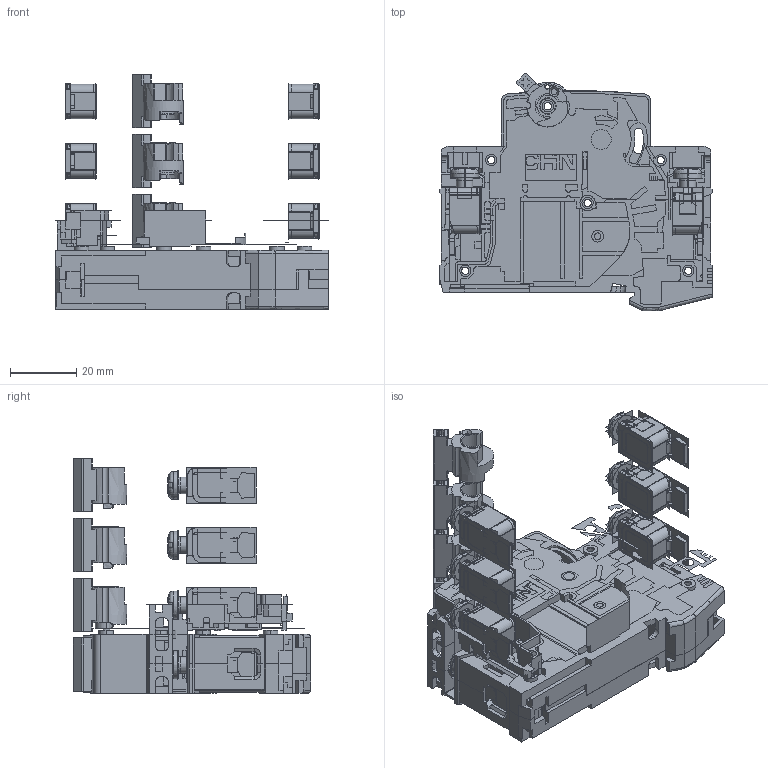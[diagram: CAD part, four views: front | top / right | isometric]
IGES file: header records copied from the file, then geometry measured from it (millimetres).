
Start section:  PTC IGES file: NB1-63DC-4p.igs
Global section: file name: NB1-63DC-4p.igs; native system: Pro/ENGINEER by Parametric Technology Corporation; preprocessor: 2009460; author: tubing; organization: Unknown; date: 20170408.092119; units: millimetre
Bounding box: 82 x 71.35 x 70.7 mm (x, y, z)
Surface area: 851904 mm2 (no closed solid volume)
Topology: 0 solids, 0 shells, 4127 faces, 46080 edges, 56416 vertices
Faces by surface type: bspline 3047, revolution 1016, extrusion 64
